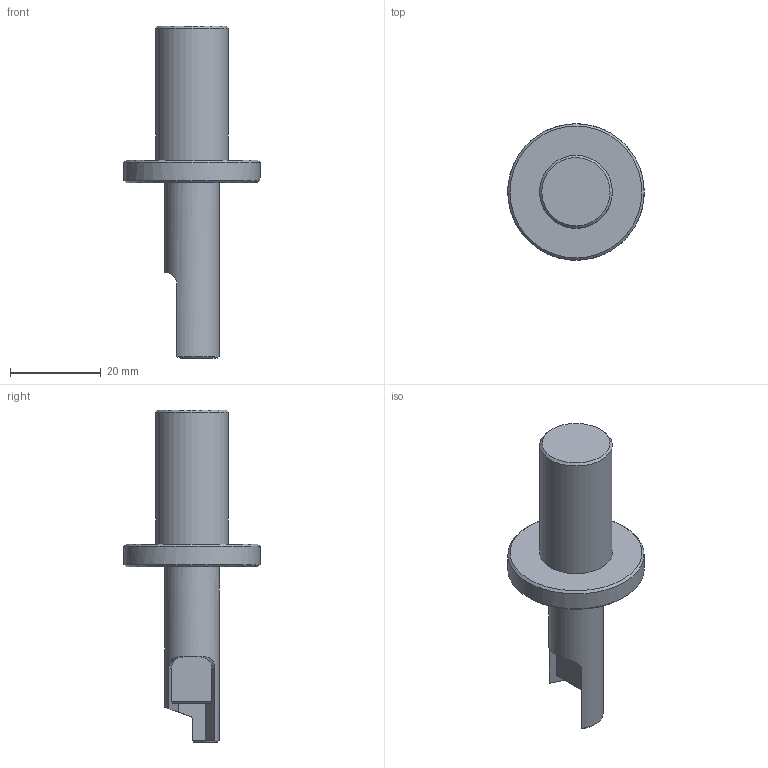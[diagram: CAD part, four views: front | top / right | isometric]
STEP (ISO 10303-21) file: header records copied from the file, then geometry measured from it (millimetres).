
FILE_DESCRIPTION(/* description */ (''),/* implementation_level */ '2;1');
FILE_NAME(/* name */ 'A760S30.stp',/* time_stamp */ '2017-10-23T16:42:23+05:00',/* author */ (''),/* organization */ (''),/* preprocessor_version */ 'ST-DEVELOPER v16',/* originating_system */ 'SIEMENS PLM Software NX 11.0',/* authorisation */ '');
FILE_SCHEMA (('AUTOMOTIVE_DESIGN { 1 0 10303 214 3 1 1 1 }'));
Length unit declared in the file: millimetre
Products named in the file (1): A760S30
Bounding box: 29.98 x 30 x 73 mm (x, y, z)
Volume: 12676.8 mm3; surface area: 5073.8 mm2
Topology: 2 solids, 2 shells, 27 faces, 64 edges, 42 vertices
Faces by surface type: plane 17, cylinder 6, cone 4
Full cylindrical faces by diameter (mm): 12 x1, 16 x1, 30 x1
Entity records: 821 total; most frequent: CARTESIAN_POINT 192, DIRECTION 124, ORIENTED_EDGE 104, EDGE_CURVE 52, AXIS2_PLACEMENT_3D 46, VERTEX_POINT 36, EDGE_LOOP 34, LINE 32
